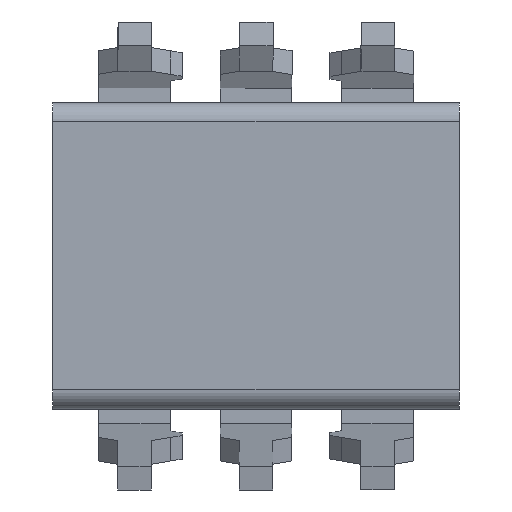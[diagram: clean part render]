
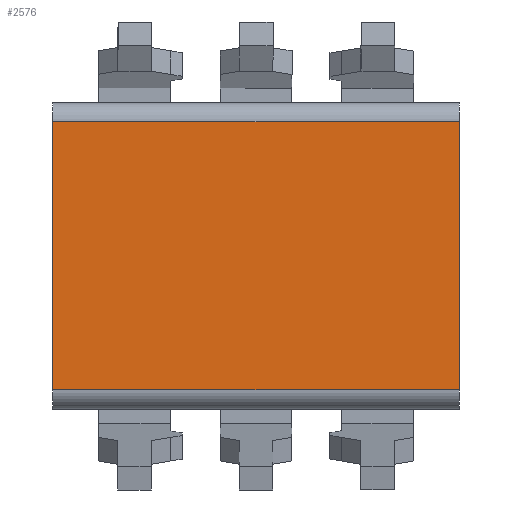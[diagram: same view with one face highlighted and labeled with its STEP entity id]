
A CAD part, front view. The second image highlights one B-rep face of the part: STEP entity #2576.
In plain terms, the highlighted planar face has unit normal (0, -1, 0).
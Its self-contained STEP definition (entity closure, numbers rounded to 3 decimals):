
#143=FACE_OUTER_BOUND('',#284,.T.);
#284=EDGE_LOOP('',(#1804,#1805,#1806,#1807));
#429=LINE('',#5912,#713);
#445=LINE('',#5949,#729);
#461=LINE('',#5984,#745);
#462=LINE('',#5985,#746);
#713=VECTOR('',#2933,5.6);
#729=VECTOR('',#2959,5.6);
#745=VECTOR('',#2985,8.5);
#746=VECTOR('',#2986,8.5);
#1051=VERTEX_POINT('',#5909);
#1052=VERTEX_POINT('',#5911);
#1067=VERTEX_POINT('',#5946);
#1068=VERTEX_POINT('',#5948);
#1316=EDGE_CURVE('',#1051,#1052,#429,.T.);
#1335=EDGE_CURVE('',#1067,#1068,#445,.T.);
#1353=EDGE_CURVE('',#1067,#1052,#461,.F.);
#1354=EDGE_CURVE('',#1051,#1068,#462,.F.);
#1804=ORIENTED_EDGE('',*,*,#1335,.F.);
#1805=ORIENTED_EDGE('',*,*,#1353,.T.);
#1806=ORIENTED_EDGE('',*,*,#1316,.F.);
#1807=ORIENTED_EDGE('',*,*,#1354,.T.);
#2347=PLANE('',#2725);
#2576=ADVANCED_FACE('',(#143),#2347,.T.);
#2725=AXIS2_PLACEMENT_3D('',#5983,#2983,#2984);
#2933=DIRECTION('',(0.,0.,-1.));
#2959=DIRECTION('',(0.,0.,1.));
#2983=DIRECTION('center_axis',(0.,-1.,0.));
#2984=DIRECTION('ref_axis',(0.,0.,-1.));
#2985=DIRECTION('',(-1.,0.,0.));
#2986=DIRECTION('',(1.,0.,0.));
#5909=CARTESIAN_POINT('',(4.25,0.,2.8));
#5911=CARTESIAN_POINT('',(4.25,0.,-2.8));
#5912=CARTESIAN_POINT('',(4.25,0.,2.8));
#5946=CARTESIAN_POINT('',(-4.25,0.,-2.8));
#5948=CARTESIAN_POINT('',(-4.25,0.,2.8));
#5949=CARTESIAN_POINT('',(-4.25,0.,-2.8));
#5983=CARTESIAN_POINT('Origin',(0.,0.,0.));
#5984=CARTESIAN_POINT('',(4.25,0.,-2.8));
#5985=CARTESIAN_POINT('',(-4.25,0.,2.8));
